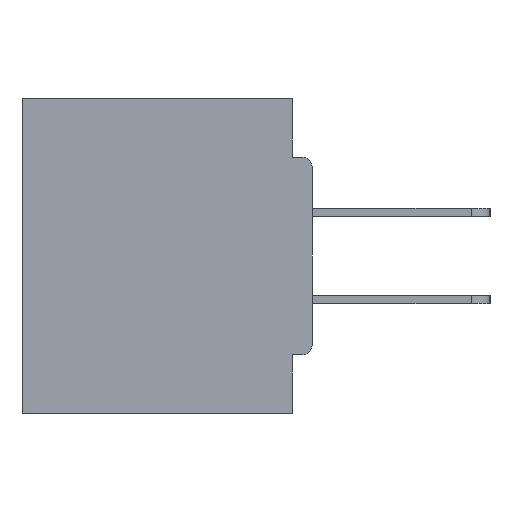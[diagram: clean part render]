
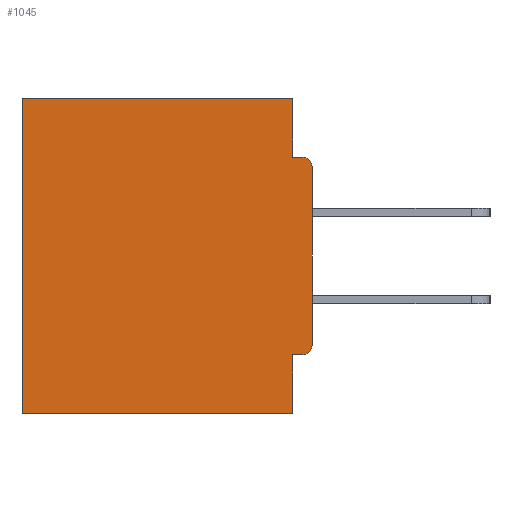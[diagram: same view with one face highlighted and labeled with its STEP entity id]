
A CAD part, left-side view. The second image highlights one B-rep face of the part: STEP entity #1045.
In plain terms, the highlighted planar face has unit normal (-1, 0, 0).
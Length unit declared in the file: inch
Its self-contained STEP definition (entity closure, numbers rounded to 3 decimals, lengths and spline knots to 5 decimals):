
#1045 = ADVANCED_FACE ( 'NONE', ( #1979 ), #30729, .F. ) ;
#1108 = VERTEX_POINT ( 'NONE', #22516 ) ;
#1164 = CARTESIAN_POINT ( 'NONE',  ( 0.298, 0., -0.3915 ) ) ;
#1200 = CIRCLE ( 'NONE', #29372, 0.015 ) ;
#1476 = CARTESIAN_POINT ( 'NONE',  ( 0.298, 0.031, 0. ) ) ;
#1827 = LINE ( 'NONE', #4290, #11785 ) ;
#1879 = CARTESIAN_POINT ( 'NONE',  ( 0.298, 0.46, -0.5 ) ) ;
#1933 = DIRECTION ( 'NONE',  ( 0., 1., 0. ) ) ;
#1979 = FACE_OUTER_BOUND ( 'NONE', #28479, .T. ) ;
#2912 = EDGE_CURVE ( 'NONE', #1108, #4318, #13343, .T. ) ;
#2993 = EDGE_CURVE ( 'NONE', #14552, #1108, #1827, .T. ) ;
#4209 = VECTOR ( 'NONE', #29154, 39.37008 ) ;
#4214 = VERTEX_POINT ( 'NONE', #23342 ) ;
#4290 = CARTESIAN_POINT ( 'NONE',  ( 0.298, 0., 0. ) ) ;
#4318 = VERTEX_POINT ( 'NONE', #1879 ) ;
#4489 = ORIENTED_EDGE ( 'NONE', *, *, #6438, .T. ) ;
#6438 = EDGE_CURVE ( 'NONE', #16695, #31130, #17132, .T. ) ;
#7795 = CARTESIAN_POINT ( 'NONE',  ( 0.298, 0., -0.4065 ) ) ;
#8523 = VERTEX_POINT ( 'NONE', #18664 ) ;
#8607 = CARTESIAN_POINT ( 'NONE',  ( 0.298, 0., 0. ) ) ;
#8702 = CARTESIAN_POINT ( 'NONE',  ( 0.298, 0.031, -0.5 ) ) ;
#10531 = DIRECTION ( 'NONE',  ( 0., 1., 0. ) ) ;
#11070 = DIRECTION ( 'NONE',  ( 1., 0., 0. ) ) ;
#11430 = CARTESIAN_POINT ( 'NONE',  ( 0.298, 0.46, 0. ) ) ;
#11785 = VECTOR ( 'NONE', #1933, 39.37008 ) ;
#13343 = LINE ( 'NONE', #11430, #15597 ) ;
#13547 = DIRECTION ( 'NONE',  ( 0., 0., -1. ) ) ;
#13746 = DIRECTION ( 'NONE',  ( 0., 0., -1. ) ) ;
#13927 = DIRECTION ( 'NONE',  ( 0., 0., -1. ) ) ;
#14552 = VERTEX_POINT ( 'NONE', #1476 ) ;
#14974 = VECTOR ( 'NONE', #30940, 39.37008 ) ;
#15005 = VERTEX_POINT ( 'NONE', #21020 ) ;
#15167 = ORIENTED_EDGE ( 'NONE', *, *, #26771, .F. ) ;
#15561 = CARTESIAN_POINT ( 'NONE',  ( 0.298, 0.015, -0.4065 ) ) ;
#15597 = VECTOR ( 'NONE', #21265, 39.37008 ) ;
#15747 = EDGE_CURVE ( 'NONE', #16298, #17340, #1200, .T. ) ;
#15751 = CARTESIAN_POINT ( 'NONE',  ( 0.298, 0., -0.0935 ) ) ;
#16298 = VERTEX_POINT ( 'NONE', #15561 ) ;
#16389 = LINE ( 'NONE', #24034, #29126 ) ;
#16393 = LINE ( 'NONE', #8702, #22967 ) ;
#16417 = LINE ( 'NONE', #15751, #4209 ) ;
#16695 = VERTEX_POINT ( 'NONE', #20147 ) ;
#16813 = EDGE_CURVE ( 'NONE', #15005, #31130, #16417, .T. ) ;
#16840 = DIRECTION ( 'NONE',  ( 0., 1., 0. ) ) ;
#16921 = ORIENTED_EDGE ( 'NONE', *, *, #28451, .F. ) ;
#17132 = CIRCLE ( 'NONE', #25189, 0.015 ) ;
#17266 = VECTOR ( 'NONE', #16840, 39.37008 ) ;
#17340 = VERTEX_POINT ( 'NONE', #1164 ) ;
#17833 = DIRECTION ( 'NONE',  ( -1., 0., 0. ) ) ;
#18048 = AXIS2_PLACEMENT_3D ( 'NONE', #8607, #11070, #13547 ) ;
#18387 = CARTESIAN_POINT ( 'NONE',  ( 0.298, 0.015, -0.3915 ) ) ;
#18664 = CARTESIAN_POINT ( 'NONE',  ( 0.298, 0.031, -0.5 ) ) ;
#19094 = EDGE_CURVE ( 'NONE', #16695, #17340, #16389, .T. ) ;
#19144 = VECTOR ( 'NONE', #10531, 39.37008 ) ;
#19504 = LINE ( 'NONE', #7795, #19144 ) ;
#19801 = EDGE_CURVE ( 'NONE', #4214, #8523, #16393, .T. ) ;
#20147 = CARTESIAN_POINT ( 'NONE',  ( 0.298, 0., -0.1085 ) ) ;
#21020 = CARTESIAN_POINT ( 'NONE',  ( 0.298, 0.031, -0.0935 ) ) ;
#21187 = DIRECTION ( 'NONE',  ( -1., 0., 0. ) ) ;
#21265 = DIRECTION ( 'NONE',  ( 0., 0., -1. ) ) ;
#21704 = CARTESIAN_POINT ( 'NONE',  ( 0.298, 0., -0.5 ) ) ;
#21841 = DIRECTION ( 'NONE',  ( 0., 0., -1. ) ) ;
#22516 = CARTESIAN_POINT ( 'NONE',  ( 0.298, 0.46, 0. ) ) ;
#22596 = DIRECTION ( 'NONE',  ( 0., 0., -1. ) ) ;
#22665 = LINE ( 'NONE', #23539, #14974 ) ;
#22828 = ORIENTED_EDGE ( 'NONE', *, *, #26908, .F. ) ;
#22923 = CARTESIAN_POINT ( 'NONE',  ( 0.298, 0.015, -0.1085 ) ) ;
#22967 = VECTOR ( 'NONE', #13746, 39.37008 ) ;
#23342 = CARTESIAN_POINT ( 'NONE',  ( 0.298, 0.031, -0.4065 ) ) ;
#23358 = ORIENTED_EDGE ( 'NONE', *, *, #19094, .F. ) ;
#23418 = ORIENTED_EDGE ( 'NONE', *, *, #2912, .T. ) ;
#23481 = LINE ( 'NONE', #21704, #17266 ) ;
#23539 = CARTESIAN_POINT ( 'NONE',  ( 0.298, 0.031, -0.5 ) ) ;
#23711 = ORIENTED_EDGE ( 'NONE', *, *, #16813, .F. ) ;
#24034 = CARTESIAN_POINT ( 'NONE',  ( 0.298, 0., 0. ) ) ;
#25189 = AXIS2_PLACEMENT_3D ( 'NONE', #22923, #17833, #22596 ) ;
#26771 = EDGE_CURVE ( 'NONE', #8523, #4318, #23481, .T. ) ;
#26908 = EDGE_CURVE ( 'NONE', #14552, #15005, #22665, .T. ) ;
#27211 = ORIENTED_EDGE ( 'NONE', *, *, #19801, .F. ) ;
#28451 = EDGE_CURVE ( 'NONE', #16298, #4214, #19504, .T. ) ;
#28479 = EDGE_LOOP ( 'NONE', ( #4489, #23711, #22828, #30489, #23418, #15167, #27211, #16921, #29855, #23358 ) ) ;
#29126 = VECTOR ( 'NONE', #21841, 39.37008 ) ;
#29154 = DIRECTION ( 'NONE',  ( 0., -1., 0. ) ) ;
#29327 = CARTESIAN_POINT ( 'NONE',  ( 0.298, 0.015, -0.0935 ) ) ;
#29372 = AXIS2_PLACEMENT_3D ( 'NONE', #18387, #21187, #13927 ) ;
#29855 = ORIENTED_EDGE ( 'NONE', *, *, #15747, .T. ) ;
#30489 = ORIENTED_EDGE ( 'NONE', *, *, #2993, .T. ) ;
#30729 = PLANE ( 'NONE',  #18048 ) ;
#30940 = DIRECTION ( 'NONE',  ( 0., 0., -1. ) ) ;
#31130 = VERTEX_POINT ( 'NONE', #29327 ) ;
